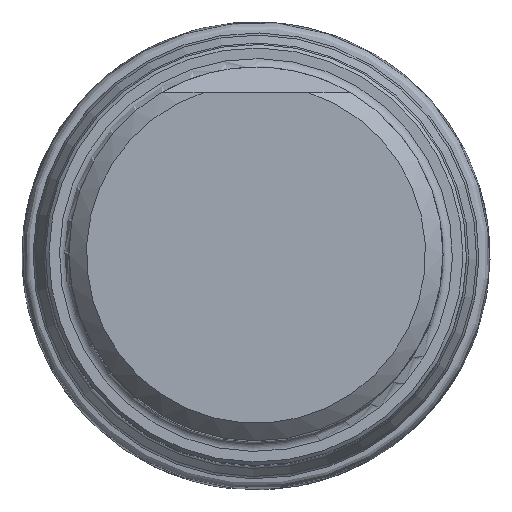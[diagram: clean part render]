
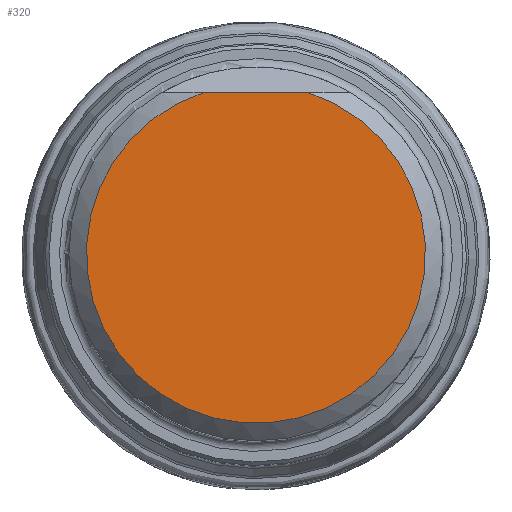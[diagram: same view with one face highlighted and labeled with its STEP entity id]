
A CAD part, top view. The second image highlights one B-rep face of the part: STEP entity #320.
In plain terms, the highlighted planar face has unit normal (0, 0, 1).
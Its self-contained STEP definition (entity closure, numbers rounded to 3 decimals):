
#92=LINE('',#5432,#100);
#100=VECTOR('',#633,1.);
#122=PLANE('',#525);
#129=FACE_OUTER_BOUND('',#170,.T.);
#170=EDGE_LOOP('',(#217,#218));
#217=ORIENTED_EDGE('',*,*,#263,.F.);
#218=ORIENTED_EDGE('',*,*,#264,.T.);
#263=EDGE_CURVE('',#388,#389,#287,.T.);
#264=EDGE_CURVE('',#388,#389,#92,.T.);
#287=CIRCLE('',#524,14.496);
#320=ADVANCED_FACE('',(#129),#122,.F.);
#388=VERTEX_POINT('',#5430);
#389=VERTEX_POINT('',#5431);
#524=AXIS2_PLACEMENT_3D('',#5429,#631,#632);
#525=AXIS2_PLACEMENT_3D('',#5433,#634,#635);
#631=DIRECTION('',(0.,0.,-1.));
#632=DIRECTION('',(-1.,0.,0.));
#633=DIRECTION('',(-1.,0.,0.));
#634=DIRECTION('',(0.,0.,-1.));
#635=DIRECTION('',(-1.,0.,0.));
#5429=CARTESIAN_POINT('',(0.,0.,0.012));
#5430=CARTESIAN_POINT('',(4.425,13.804,0.012));
#5431=CARTESIAN_POINT('',(-4.425,13.804,0.012));
#5432=CARTESIAN_POINT('',(0.,13.804,0.012));
#5433=CARTESIAN_POINT('',(0.,0.,0.012));
